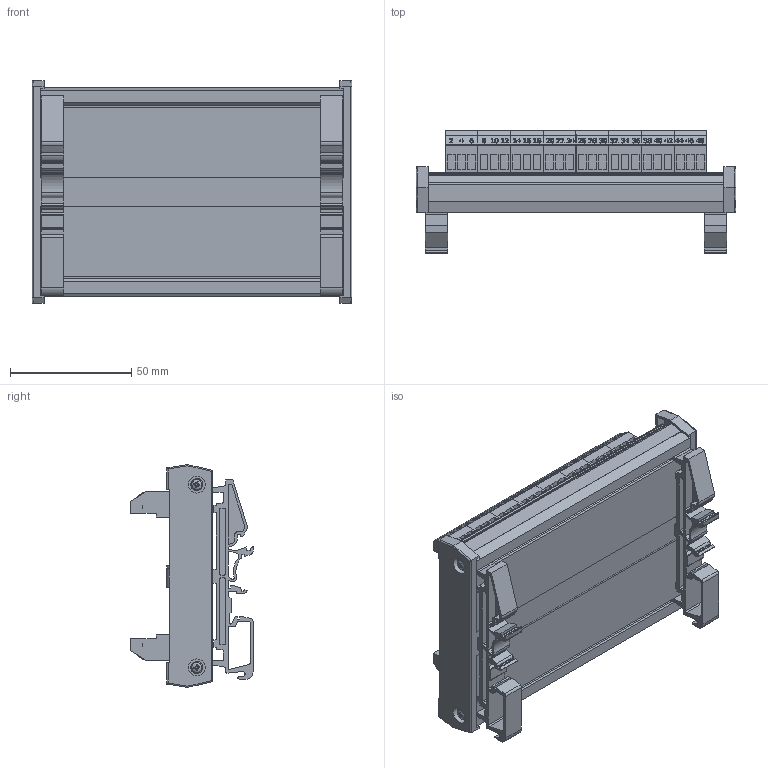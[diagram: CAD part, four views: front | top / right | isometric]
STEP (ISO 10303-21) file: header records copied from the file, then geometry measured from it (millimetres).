
FILE_DESCRIPTION((''),'2;1');
FILE_NAME('8975_3.stp','2013-07-03T11:30:22',('roland'),(''),'Autodesk Inventor 2013','Autodesk Inventor 2013','');
FILE_SCHEMA(('CONFIG_CONTROL_DESIGN'));
Length unit declared in the file: millimetre
Products named in the file (10): 3A Diodel 24; 24 plate; 3 hole green; 24diodes; BASE SIDE; BASE LEGS; BS EN ISO 7045 Z - Metric M2.5 x 10 - 4.8 - Z; 24 lable1; 24 lable2; diode long 3A
Assembly tree (52 placements, depth 2):
  3A Diodel 24
    24 plate
    3 hole green  x16
    24diodes
    BASE SIDE  x2
    BASE LEGS  x2
    BS EN ISO 7045 Z - Metric M2.5 x 10 - 4.8 - Z  x4
    24 lable1
    24 lable2
    diode long 3A  x24
Bounding box: 132 x 50.69 x 91.98 mm (x, y, z)
Volume: 91683.1 mm3; surface area: 117700.5 mm2
Topology: 52 solids, 52 shells, 3573 faces, 9323 edges, 6006 vertices
Faces by surface type: plane 1912, bspline 892, cylinder 633, cone 64, sphere 52, torus 20
Full cylindrical faces by diameter (mm): 0.68 x96, 0.686 x24, 1 x144, 1.3 x48, 2.256 x4, 2.5 x4, 3.2 x4, 3.75 x48, 4.49 x24, 4.5 x24, 7 x4, 9 x4
Entity records: 79934 total; most frequent: CARTESIAN_POINT 24422, ORIENTED_EDGE 12588, DIRECTION 8388, EDGE_CURVE 6294, VERTEX_POINT 4330, VECTOR 3852, LINE 3852, EDGE_LOOP 3098
